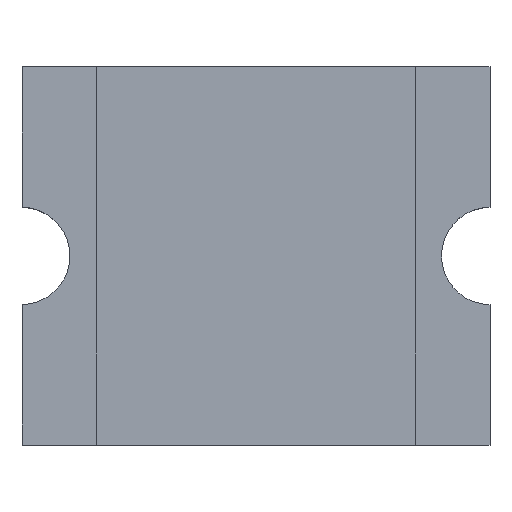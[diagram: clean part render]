
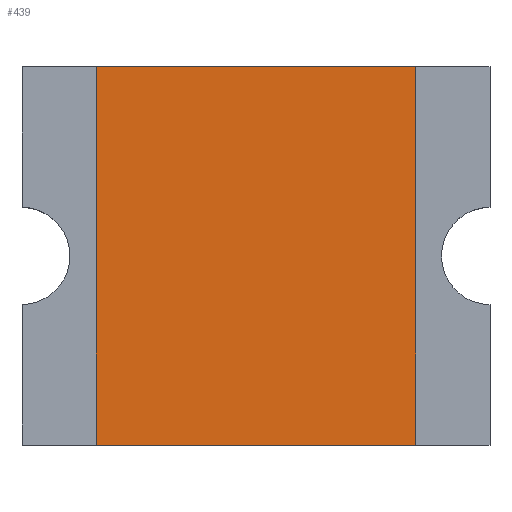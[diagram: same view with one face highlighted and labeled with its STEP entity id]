
A CAD part, top view. The second image highlights one B-rep face of the part: STEP entity #439.
In plain terms, the highlighted planar face has unit normal (0, 0, 1).
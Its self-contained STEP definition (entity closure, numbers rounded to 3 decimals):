
#40 = VERTEX_POINT('',#41);
#41 = CARTESIAN_POINT('',(-2.3,2.72,1.25));
#64 = VERTEX_POINT('',#65);
#65 = CARTESIAN_POINT('',(2.3,2.72,1.25));
#191 = EDGE_CURVE('',#64,#192,#194,.T.);
#192 = VERTEX_POINT('',#193);
#193 = CARTESIAN_POINT('',(2.3,-2.72,1.25));
#194 = LINE('',#195,#196);
#195 = CARTESIAN_POINT('',(2.3,2.824,1.25));
#196 = VECTOR('',#197,1.);
#197 = DIRECTION('',(0.,-1.,0.));
#233 = EDGE_CURVE('',#40,#64,#234,.T.);
#234 = LINE('',#235,#236);
#235 = CARTESIAN_POINT('',(-2.3,2.72,1.25));
#236 = VECTOR('',#237,1.);
#237 = DIRECTION('',(1.,0.,0.));
#267 = EDGE_CURVE('',#268,#40,#270,.T.);
#268 = VERTEX_POINT('',#269);
#269 = CARTESIAN_POINT('',(-2.3,-2.72,1.25));
#270 = LINE('',#271,#272);
#271 = CARTESIAN_POINT('',(-2.3,-2.857,1.25));
#272 = VECTOR('',#273,1.);
#273 = DIRECTION('',(0.,1.,0.));
#439 = ADVANCED_FACE('',(#440),#451,.F.);
#440 = FACE_BOUND('',#441,.F.);
#441 = EDGE_LOOP('',(#442,#443,#444,#450));
#442 = ORIENTED_EDGE('',*,*,#233,.T.);
#443 = ORIENTED_EDGE('',*,*,#191,.T.);
#444 = ORIENTED_EDGE('',*,*,#445,.T.);
#445 = EDGE_CURVE('',#192,#268,#446,.T.);
#446 = LINE('',#447,#448);
#447 = CARTESIAN_POINT('',(2.3,-2.72,1.25));
#448 = VECTOR('',#449,1.);
#449 = DIRECTION('',(-1.,0.,0.));
#450 = ORIENTED_EDGE('',*,*,#267,.T.);
#451 = PLANE('',#452);
#452 = AXIS2_PLACEMENT_3D('',#453,#454,#455);
#453 = CARTESIAN_POINT('',(0.,0.,1.25));
#454 = DIRECTION('',(-0.,-0.,-1.));
#455 = DIRECTION('',(-1.,0.,0.));
